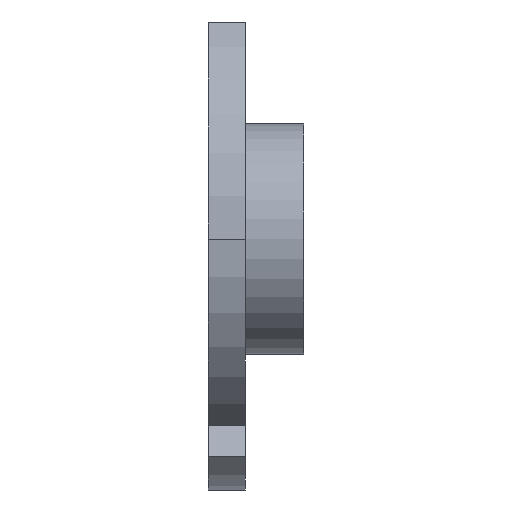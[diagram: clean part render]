
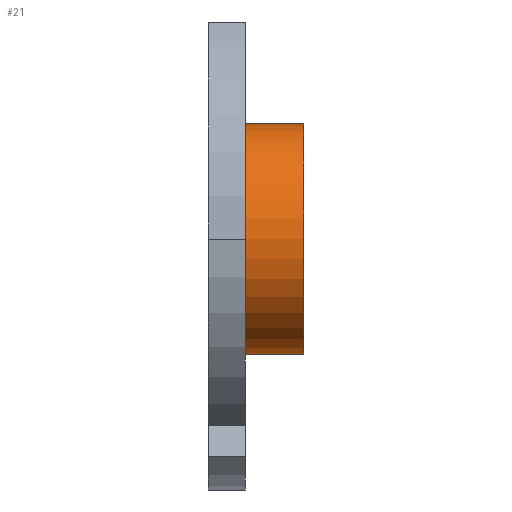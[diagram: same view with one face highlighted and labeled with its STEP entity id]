
A CAD part, left-side view. The second image highlights one B-rep face of the part: STEP entity #21.
In plain terms, the highlighted cylindrical face has radius 16.1 mm (diameter 32.2 mm), a partial arc.
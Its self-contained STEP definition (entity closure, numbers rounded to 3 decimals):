
#21 = ADVANCED_FACE ( 'NONE', ( #701 ), #105, .T. ) ;
#42 = CARTESIAN_POINT ( 'NONE',  ( 0., 0., 16.1 ) ) ;
#51 = DIRECTION ( 'NONE',  ( 0., 0., 1. ) ) ;
#95 = ORIENTED_EDGE ( 'NONE', *, *, #812, .F. ) ;
#105 = CYLINDRICAL_SURFACE ( 'NONE', #1075, 16.1 ) ;
#115 = DIRECTION ( 'NONE',  ( 0., -1., 0. ) ) ;
#187 = EDGE_CURVE ( 'NONE', #705, #325, #1274, .T. ) ;
#223 = LINE ( 'NONE', #622, #866 ) ;
#227 = DIRECTION ( 'NONE',  ( 0., 1., 0. ) ) ;
#325 = VERTEX_POINT ( 'NONE', #520 ) ;
#333 = ORIENTED_EDGE ( 'NONE', *, *, #831, .T. ) ;
#342 = AXIS2_PLACEMENT_3D ( 'NONE', #730, #227, #51 ) ;
#352 = CARTESIAN_POINT ( 'NONE',  ( 0., 0., 0. ) ) ;
#371 = VECTOR ( 'NONE', #1291, 1000. ) ;
#441 = EDGE_CURVE ( 'NONE', #705, #1088, #977, .T. ) ;
#503 = CARTESIAN_POINT ( 'NONE',  ( 0., 8.2, 0. ) ) ;
#520 = CARTESIAN_POINT ( 'NONE',  ( 0., 8.2, 16.1 ) ) ;
#525 = ORIENTED_EDGE ( 'NONE', *, *, #441, .T. ) ;
#622 = CARTESIAN_POINT ( 'NONE',  ( 0., 8.2, 16.1 ) ) ;
#641 = DIRECTION ( 'NONE',  ( 0., 1., 0. ) ) ;
#698 = DIRECTION ( 'NONE',  ( 0., 0., -1. ) ) ;
#701 = FACE_OUTER_BOUND ( 'NONE', #1144, .T. ) ;
#705 = VERTEX_POINT ( 'NONE', #800 ) ;
#730 = CARTESIAN_POINT ( 'NONE',  ( 0., 8.2, 0. ) ) ;
#800 = CARTESIAN_POINT ( 'NONE',  ( 0., 8.2, -16.1 ) ) ;
#812 = EDGE_CURVE ( 'NONE', #325, #1287, #223, .T. ) ;
#831 = EDGE_CURVE ( 'NONE', #1088, #1287, #940, .T. ) ;
#848 = DIRECTION ( 'NONE',  ( 0., 0., 1. ) ) ;
#851 = ORIENTED_EDGE ( 'NONE', *, *, #187, .F. ) ;
#866 = VECTOR ( 'NONE', #1028, 1000. ) ;
#940 = CIRCLE ( 'NONE', #1026, 16.1 ) ;
#977 = LINE ( 'NONE', #1095, #371 ) ;
#1026 = AXIS2_PLACEMENT_3D ( 'NONE', #352, #641, #848 ) ;
#1028 = DIRECTION ( 'NONE',  ( 0., -1., 0. ) ) ;
#1071 = CARTESIAN_POINT ( 'NONE',  ( 0., 0., -16.1 ) ) ;
#1075 = AXIS2_PLACEMENT_3D ( 'NONE', #503, #115, #698 ) ;
#1088 = VERTEX_POINT ( 'NONE', #1071 ) ;
#1095 = CARTESIAN_POINT ( 'NONE',  ( 0., 8.2, -16.1 ) ) ;
#1144 = EDGE_LOOP ( 'NONE', ( #95, #851, #525, #333 ) ) ;
#1274 = CIRCLE ( 'NONE', #342, 16.1 ) ;
#1287 = VERTEX_POINT ( 'NONE', #42 ) ;
#1291 = DIRECTION ( 'NONE',  ( 0., -1., 0. ) ) ;
